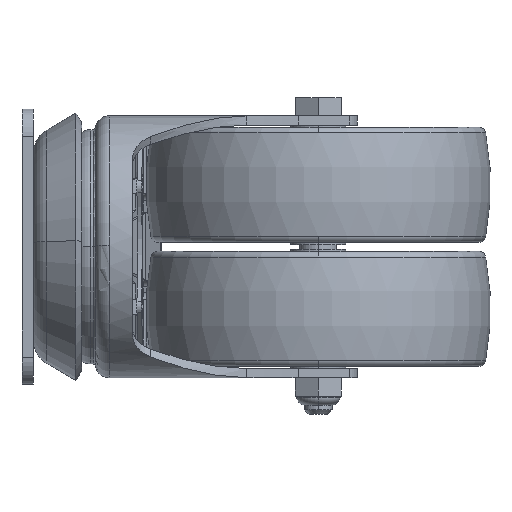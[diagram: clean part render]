
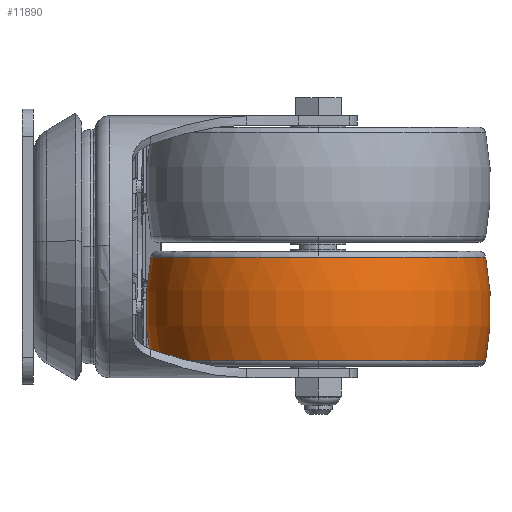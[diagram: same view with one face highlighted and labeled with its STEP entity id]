
A CAD part, left-side view. The second image highlights one B-rep face of the part: STEP entity #11890.
In plain terms, the highlighted toroidal (fillet/blend) face has major radius 22.5 mm and minor radius 60 mm.
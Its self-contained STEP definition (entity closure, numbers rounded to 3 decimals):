
#916 = EDGE_CURVE ( 'NONE', #29056, #24280, #8485, .T. ) ;
#1234 = EDGE_CURVE ( 'NONE', #21993, #23076, #26825, .T. ) ;
#1466 = CARTESIAN_POINT ( 'NONE',  ( 31.5, -87.93, -24.782 ) ) ;
#1665 = DIRECTION ( 'NONE',  ( 1., 0., 0. ) ) ;
#3589 = DIRECTION ( 'NONE',  ( 0., 0., 1. ) ) ;
#4769 = CARTESIAN_POINT ( 'NONE',  ( 31.5, -29., -13.5 ) ) ;
#5101 = DIRECTION ( 'NONE',  ( 0., 0., -1. ) ) ;
#5596 = ORIENTED_EDGE ( 'NONE', *, *, #12806, .F. ) ;
#5916 = ORIENTED_EDGE ( 'NONE', *, *, #916, .F. ) ;
#7235 = CARTESIAN_POINT ( 'NONE',  ( -4.93, -51.5, -24.782 ) ) ;
#7346 = DIRECTION ( 'NONE',  ( 0., 0., 1. ) ) ;
#8058 = AXIS2_PLACEMENT_3D ( 'NONE', #13135, #22635, #37254 ) ;
#8090 = AXIS2_PLACEMENT_3D ( 'NONE', #23158, #5101, #11155 ) ;
#8101 = DIRECTION ( 'NONE',  ( -1., 0., 0. ) ) ;
#8485 = CIRCLE ( 'NONE', #8058, 36.43 ) ;
#9757 = DIRECTION ( 'NONE',  ( -1., 0., 0. ) ) ;
#10490 = CARTESIAN_POINT ( 'NONE',  ( 31.5, -74., -13.5 ) ) ;
#10695 = VERTEX_POINT ( 'NONE', #22546 ) ;
#11155 = DIRECTION ( 'NONE',  ( -1., 0., 0. ) ) ;
#11250 = EDGE_LOOP ( 'NONE', ( #15337, #24758, #31403, #33544, #5596, #5916 ) ) ;
#11890 = ADVANCED_FACE ( 'NONE', ( #29816 ), #35010, .T. ) ;
#11903 = CIRCLE ( 'NONE', #8090, 36.43 ) ;
#12806 = EDGE_CURVE ( 'NONE', #24280, #21993, #39114, .T. ) ;
#13135 = CARTESIAN_POINT ( 'NONE',  ( 31.5, -51.5, -24.782 ) ) ;
#14224 = DIRECTION ( 'NONE',  ( -1., 0., 0. ) ) ;
#14296 = AXIS2_PLACEMENT_3D ( 'NONE', #10490, #1665, #28661 ) ;
#15105 = EDGE_CURVE ( 'NONE', #37945, #29056, #11903, .T. ) ;
#15337 = ORIENTED_EDGE ( 'NONE', *, *, #15105, .F. ) ;
#16011 = EDGE_CURVE ( 'NONE', #23076, #10695, #23070, .T. ) ;
#18720 = CARTESIAN_POINT ( 'NONE',  ( 31.5, -51.5, -2.218 ) ) ;
#20003 = EDGE_CURVE ( 'NONE', #37945, #10695, #21883, .T. ) ;
#21883 = CIRCLE ( 'NONE', #24060, 60. ) ;
#21993 = VERTEX_POINT ( 'NONE', #38740 ) ;
#22546 = CARTESIAN_POINT ( 'NONE',  ( 31.5, -87.93, -2.218 ) ) ;
#22635 = DIRECTION ( 'NONE',  ( 0., 0., -1. ) ) ;
#23070 = CIRCLE ( 'NONE', #35158, 36.43 ) ;
#23076 = VERTEX_POINT ( 'NONE', #28944 ) ;
#23158 = CARTESIAN_POINT ( 'NONE',  ( 31.5, -51.5, -24.782 ) ) ;
#24060 = AXIS2_PLACEMENT_3D ( 'NONE', #4769, #14224, #28974 ) ;
#24280 = VERTEX_POINT ( 'NONE', #26582 ) ;
#24758 = ORIENTED_EDGE ( 'NONE', *, *, #20003, .T. ) ;
#24984 = DIRECTION ( 'NONE',  ( 0., 1., 0. ) ) ;
#26582 = CARTESIAN_POINT ( 'NONE',  ( 31.5, -15.07, -24.782 ) ) ;
#26825 = CIRCLE ( 'NONE', #29542, 36.43 ) ;
#27756 = DIRECTION ( 'NONE',  ( 0., 0., 1. ) ) ;
#28661 = DIRECTION ( 'NONE',  ( 0., 0., -1. ) ) ;
#28944 = CARTESIAN_POINT ( 'NONE',  ( -4.93, -51.5, -2.218 ) ) ;
#28974 = DIRECTION ( 'NONE',  ( 0., -1., 0. ) ) ;
#29056 = VERTEX_POINT ( 'NONE', #7235 ) ;
#29542 = AXIS2_PLACEMENT_3D ( 'NONE', #18720, #3589, #9757 ) ;
#29816 = FACE_OUTER_BOUND ( 'NONE', #11250, .T. ) ;
#30539 = CARTESIAN_POINT ( 'NONE',  ( 31.5, -51.5, -13.5 ) ) ;
#31403 = ORIENTED_EDGE ( 'NONE', *, *, #16011, .F. ) ;
#31573 = CARTESIAN_POINT ( 'NONE',  ( 31.5, -51.5, -2.218 ) ) ;
#32833 = AXIS2_PLACEMENT_3D ( 'NONE', #30539, #27756, #24984 ) ;
#33544 = ORIENTED_EDGE ( 'NONE', *, *, #1234, .F. ) ;
#35010 = TOROIDAL_SURFACE ( 'NONE', #32833, -22.5, 60. ) ;
#35158 = AXIS2_PLACEMENT_3D ( 'NONE', #31573, #7346, #8101 ) ;
#37254 = DIRECTION ( 'NONE',  ( -1., 0., 0. ) ) ;
#37945 = VERTEX_POINT ( 'NONE', #1466 ) ;
#38740 = CARTESIAN_POINT ( 'NONE',  ( 31.5, -15.07, -2.218 ) ) ;
#39114 = CIRCLE ( 'NONE', #14296, 60. ) ;
